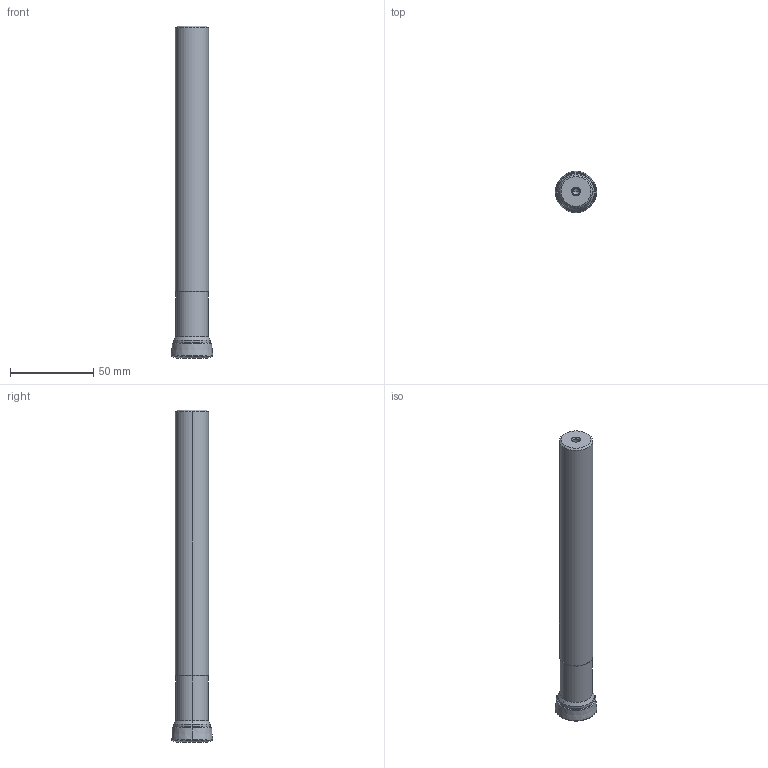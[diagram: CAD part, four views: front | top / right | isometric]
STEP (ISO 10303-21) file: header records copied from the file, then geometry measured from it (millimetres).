
FILE_DESCRIPTION(('no description'),'unknown implementation level');
FILE_NAME('CC478C0A-25C7-46B6-9C2C-419C71874A78_export.stp',' ',('CIM GmbH Aachen'),('CADClick - KiM GmbH - www.kimweb.de'),'unknown preprocess','ACIS','unknown authorization');
FILE_SCHEMA(('automotive_design'));
Length unit declared in the file: millimetre
Products named in the file (1): Rotation1
Bounding box: 25 x 25 x 200 mm (x, y, z)
Volume: 61482.3 mm3; surface area: 15648.7 mm2
Topology: 1 solids, 1 shells, 42 faces, 84 edges, 43 vertices
Faces by surface type: cone 22, torus 10, cylinder 8, plane 2
Entity records: 2062 total; most frequent: DIRECTION 228, CARTESIAN_POINT 172, STYLED_ITEM 168, PRESENTATION_STYLE_ASSIGNMENT 168, COLOUR_RGB 168, ORIENTED_EDGE 164, AXIS2_PLACEMENT_3D 99, EDGE_CURVE 82
